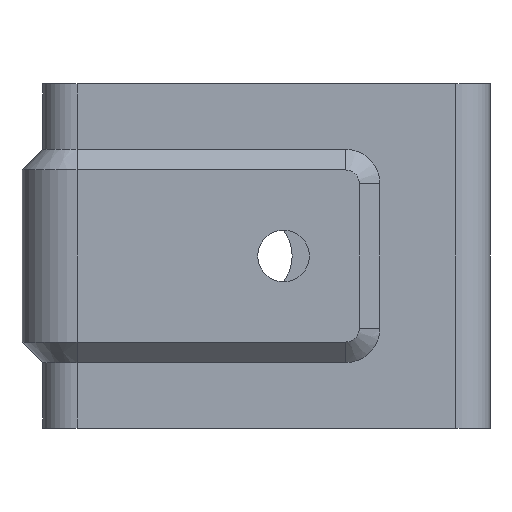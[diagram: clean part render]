
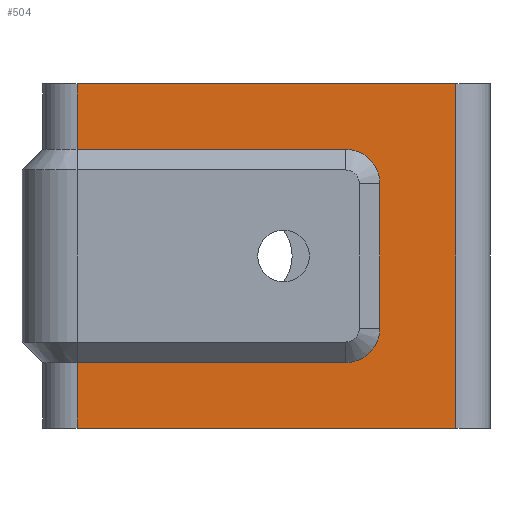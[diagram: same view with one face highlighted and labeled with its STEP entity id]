
A CAD part, front view. The second image highlights one B-rep face of the part: STEP entity #504.
In plain terms, the highlighted planar face has unit normal (0, -1, 0).
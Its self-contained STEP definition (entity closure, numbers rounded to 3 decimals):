
#128 = FACE_OUTER_BOUND ( 'NONE', #629, .T. ) ;
#221 = LINE ( 'NONE', #1611, #228 ) ;
#226 = LINE ( 'NONE', #1661, #694 ) ;
#228 = VECTOR ( 'NONE', #1616, 1000. ) ;
#251 = CARTESIAN_POINT ( 'NONE',  ( 11.5, -3., -10.5 ) ) ;
#253 = DIRECTION ( 'NONE',  ( -1., 0., 0. ) ) ;
#254 = CARTESIAN_POINT ( 'NONE',  ( -27.5, -3., 15.5 ) ) ;
#256 = CARTESIAN_POINT ( 'NONE',  ( 16.5, -3., 25. ) ) ;
#257 = CARTESIAN_POINT ( 'NONE',  ( -27.5, -3., -15.5 ) ) ;
#258 = DIRECTION ( 'NONE',  ( -1., 0., 0. ) ) ;
#259 = DIRECTION ( 'NONE',  ( 0., 0., -1. ) ) ;
#260 = DIRECTION ( 'NONE',  ( 0., 0., -1. ) ) ;
#389 = EDGE_CURVE ( 'NONE', #1685, #1039, #1352, .T. ) ;
#390 = EDGE_CURVE ( 'NONE', #1063, #1688, #1357, .T. ) ;
#391 = EDGE_CURVE ( 'NONE', #1062, #1063, #1359, .T. ) ;
#392 = EDGE_CURVE ( 'NONE', #1061, #1062, #1363, .T. ) ;
#393 = EDGE_CURVE ( 'NONE', #1059, #1061, #1364, .T. ) ;
#394 = EDGE_CURVE ( 'NONE', #1059, #1058, #1366, .T. ) ;
#395 = EDGE_CURVE ( 'NONE', #1705, #1058, #1361, .T. ) ;
#425 = EDGE_CURVE ( 'NONE', #1039, #1686, #1418, .T. ) ;
#460 = CARTESIAN_POINT ( 'NONE',  ( -27.5, -3., -25. ) ) ;
#504 = ADVANCED_FACE ( 'NONE', ( #128 ), #1997, .T. ) ;
#609 = ORIENTED_EDGE ( 'NONE', *, *, #394, .F. ) ;
#610 = ORIENTED_EDGE ( 'NONE', *, *, #393, .T. ) ;
#611 = ORIENTED_EDGE ( 'NONE', *, *, #392, .T. ) ;
#612 = ORIENTED_EDGE ( 'NONE', *, *, #391, .T. ) ;
#613 = ORIENTED_EDGE ( 'NONE', *, *, #390, .T. ) ;
#614 = ORIENTED_EDGE ( 'NONE', *, *, #1503, .T. ) ;
#615 = ORIENTED_EDGE ( 'NONE', *, *, #425, .F. ) ;
#616 = ORIENTED_EDGE ( 'NONE', *, *, #389, .F. ) ;
#617 = ORIENTED_EDGE ( 'NONE', *, *, #1830, .T. ) ;
#618 = ORIENTED_EDGE ( 'NONE', *, *, #395, .T. ) ;
#629 = EDGE_LOOP ( 'NONE', ( #609, #610, #611, #612, #613, #614, #615, #616, #617, #618 ) ) ;
#694 = VECTOR ( 'NONE', #1662, 1000. ) ;
#993 = CARTESIAN_POINT ( 'NONE',  ( 27.5, -3., 25. ) ) ;
#1039 = VERTEX_POINT ( 'NONE', #1178 ) ;
#1058 = VERTEX_POINT ( 'NONE', #1197 ) ;
#1059 = VERTEX_POINT ( 'NONE', #1198 ) ;
#1061 = VERTEX_POINT ( 'NONE', #1200 ) ;
#1062 = VERTEX_POINT ( 'NONE', #1201 ) ;
#1063 = VERTEX_POINT ( 'NONE', #1202 ) ;
#1178 = CARTESIAN_POINT ( 'NONE',  ( 27.5, -3., -25. ) ) ;
#1197 = CARTESIAN_POINT ( 'NONE',  ( -27.5, -3., 15.5 ) ) ;
#1198 = CARTESIAN_POINT ( 'NONE',  ( 11.5, -3., 15.5 ) ) ;
#1200 = CARTESIAN_POINT ( 'NONE',  ( 16.5, -3., 10.5 ) ) ;
#1201 = CARTESIAN_POINT ( 'NONE',  ( 16.5, -3., -10.5 ) ) ;
#1202 = CARTESIAN_POINT ( 'NONE',  ( 11.5, -3., -15.5 ) ) ;
#1253 = DIRECTION ( 'NONE',  ( -1., 0., 0. ) ) ;
#1352 = LINE ( 'NONE', #993, #1360 ) ;
#1357 = LINE ( 'NONE', #257, #1362 ) ;
#1359 = CIRCLE ( 'NONE', #1506, 5. ) ;
#1360 = VECTOR ( 'NONE', #260, 1000. ) ;
#1361 = LINE ( 'NONE', #2111, #1370 ) ;
#1362 = VECTOR ( 'NONE', #258, 1000. ) ;
#1363 = LINE ( 'NONE', #256, #1365 ) ;
#1364 = CIRCLE ( 'NONE', #1507, 5. ) ;
#1365 = VECTOR ( 'NONE', #259, 1000. ) ;
#1366 = LINE ( 'NONE', #254, #1368 ) ;
#1368 = VECTOR ( 'NONE', #253, 1000. ) ;
#1370 = VECTOR ( 'NONE', #2114, 1000. ) ;
#1418 = LINE ( 'NONE', #460, #1420 ) ;
#1420 = VECTOR ( 'NONE', #1253, 1000. ) ;
#1503 = EDGE_CURVE ( 'NONE', #1688, #1686, #221, .T. ) ;
#1506 = AXIS2_PLACEMENT_3D ( 'NONE', #251, #2120, #2117 ) ;
#1507 = AXIS2_PLACEMENT_3D ( 'NONE', #2119, #2118, #2116 ) ;
#1545 = AXIS2_PLACEMENT_3D ( 'NONE', #1990, #1999, #2000 ) ;
#1611 = CARTESIAN_POINT ( 'NONE',  ( -27.5, -3., 25. ) ) ;
#1616 = DIRECTION ( 'NONE',  ( 0., 0., -1. ) ) ;
#1617 = CARTESIAN_POINT ( 'NONE',  ( 27.5, -3., 25. ) ) ;
#1620 = CARTESIAN_POINT ( 'NONE',  ( -27.5, -3., -25. ) ) ;
#1621 = CARTESIAN_POINT ( 'NONE',  ( -27.5, -3., -15.5 ) ) ;
#1636 = CARTESIAN_POINT ( 'NONE',  ( -27.5, -3., 25. ) ) ;
#1661 = CARTESIAN_POINT ( 'NONE',  ( -27.5, -3., 25. ) ) ;
#1662 = DIRECTION ( 'NONE',  ( -1., 0., 0. ) ) ;
#1685 = VERTEX_POINT ( 'NONE', #1617 ) ;
#1686 = VERTEX_POINT ( 'NONE', #1620 ) ;
#1688 = VERTEX_POINT ( 'NONE', #1621 ) ;
#1705 = VERTEX_POINT ( 'NONE', #1636 ) ;
#1830 = EDGE_CURVE ( 'NONE', #1685, #1705, #226, .T. ) ;
#1990 = CARTESIAN_POINT ( 'NONE',  ( -27.5, -3., 25. ) ) ;
#1997 = PLANE ( 'NONE',  #1545 ) ;
#1999 = DIRECTION ( 'NONE',  ( 0., -1., 0. ) ) ;
#2000 = DIRECTION ( 'NONE',  ( 0., 0., -1. ) ) ;
#2111 = CARTESIAN_POINT ( 'NONE',  ( -27.5, -3., 25. ) ) ;
#2114 = DIRECTION ( 'NONE',  ( 0., 0., -1. ) ) ;
#2116 = DIRECTION ( 'NONE',  ( 0., 0., -1. ) ) ;
#2117 = DIRECTION ( 'NONE',  ( 0., 0., -1. ) ) ;
#2118 = DIRECTION ( 'NONE',  ( 0., 1., 0. ) ) ;
#2119 = CARTESIAN_POINT ( 'NONE',  ( 11.5, -3., 10.5 ) ) ;
#2120 = DIRECTION ( 'NONE',  ( 0., 1., 0. ) ) ;
